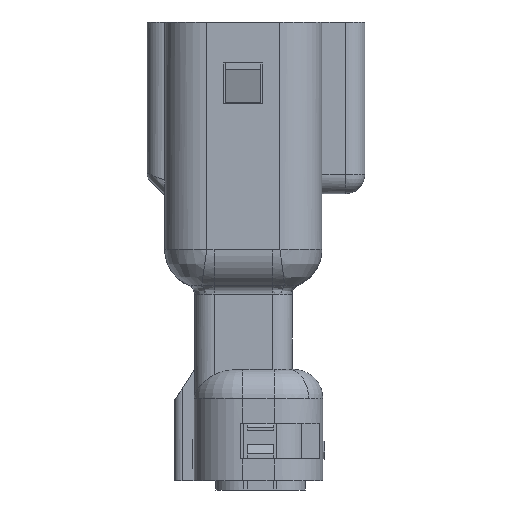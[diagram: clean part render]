
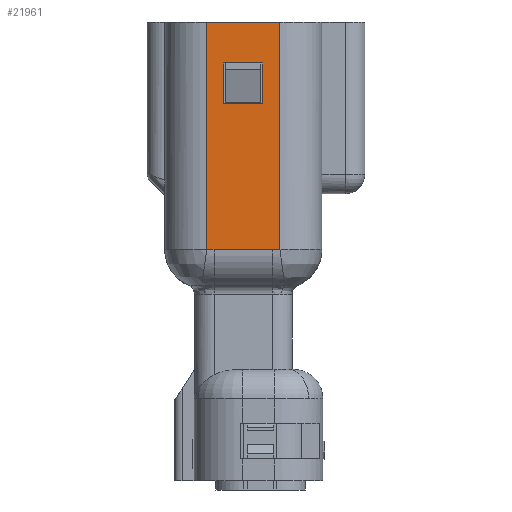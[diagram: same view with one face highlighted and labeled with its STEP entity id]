
A CAD part, left-side view. The second image highlights one B-rep face of the part: STEP entity #21961.
In plain terms, the highlighted face is planar.
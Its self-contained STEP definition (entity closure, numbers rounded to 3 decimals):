
#59 = ORIENTED_EDGE ( 'NONE', *, *, #6999, .T. ) ;
#317 = LINE ( 'NONE', #10425, #26450 ) ;
#621 = VERTEX_POINT ( 'NONE', #7025 ) ;
#1056 = VECTOR ( 'NONE', #11539, 1000. ) ;
#1412 = EDGE_LOOP ( 'NONE', ( #29236, #28956, #4966, #5369 ) ) ;
#2068 = VERTEX_POINT ( 'NONE', #4120 ) ;
#3078 = FACE_OUTER_BOUND ( 'NONE', #14098, .T. ) ;
#3159 = ORIENTED_EDGE ( 'NONE', *, *, #3794, .F. ) ;
#3794 = EDGE_CURVE ( 'NONE', #23125, #621, #4588, .T. ) ;
#3893 = VERTEX_POINT ( 'NONE', #14699 ) ;
#4073 = LINE ( 'NONE', #14192, #1056 ) ;
#4120 = CARTESIAN_POINT ( 'NONE',  ( 11.7, 5.575, -13.653 ) ) ;
#4588 = LINE ( 'NONE', #27129, #21564 ) ;
#4768 = VERTEX_POINT ( 'NONE', #28366 ) ;
#4966 = ORIENTED_EDGE ( 'NONE', *, *, #25792, .F. ) ;
#5168 = EDGE_CURVE ( 'NONE', #2068, #23141, #15946, .T. ) ;
#5282 = VERTEX_POINT ( 'NONE', #15804 ) ;
#5369 = ORIENTED_EDGE ( 'NONE', *, *, #13038, .T. ) ;
#5589 = DIRECTION ( 'NONE',  ( 1., 0., 0. ) ) ;
#6104 = VECTOR ( 'NONE', #14281, 1000. ) ;
#6810 = CARTESIAN_POINT ( 'NONE',  ( 11.7, 3.075, -21.13 ) ) ;
#6999 = EDGE_CURVE ( 'NONE', #4768, #23141, #317, .T. ) ;
#7025 = CARTESIAN_POINT ( 'NONE',  ( 11.7, 2.2, -13.687 ) ) ;
#7303 = CARTESIAN_POINT ( 'NONE',  ( 11.7, 2.266, -13.678 ) ) ;
#7456 = ORIENTED_EDGE ( 'NONE', *, *, #13187, .F. ) ;
#7510 = DIRECTION ( 'NONE',  ( 0., 0., -1. ) ) ;
#7572 = CARTESIAN_POINT ( 'NONE',  ( 11.7, 2.2, -25.33 ) ) ;
#7638 = EDGE_CURVE ( 'NONE', #3893, #2068, #4073, .T. ) ;
#8095 =( BOUNDED_CURVE ( )  B_SPLINE_CURVE ( 3, ( #19921, #22729, #7303, #32680, #15065, #10112, #20241, #17766 ),
 .UNSPECIFIED., .F., .F. ) 
 B_SPLINE_CURVE_WITH_KNOTS ( ( 4, 1, 1, 1, 1, 4 ),
 ( 0., 0.119, 0.327, 0.543, 0.768, 1. ),
 .UNSPECIFIED. ) 
 CURVE ( )  GEOMETRIC_REPRESENTATION_ITEM ( )  RATIONAL_B_SPLINE_CURVE ( ( 1.097, 1.097, 1.097, 1.097, 1.097, 1.097, 1.097, 1.097 ) ) 
 REPRESENTATION_ITEM ( '' )  );
#8181 = CARTESIAN_POINT ( 'NONE',  ( 11.7, 5.575, -13.653 ) ) ;
#9301 = CARTESIAN_POINT ( 'NONE',  ( 11.7, 3.075, -23.23 ) ) ;
#9323 = CARTESIAN_POINT ( 'NONE',  ( 11.7, 3.075, -21.13 ) ) ;
#9758 = ORIENTED_EDGE ( 'NONE', *, *, #19456, .T. ) ;
#10112 = CARTESIAN_POINT ( 'NONE',  ( 11.7, 2.498, -13.654 ) ) ;
#10377 = ORIENTED_EDGE ( 'NONE', *, *, #5168, .F. ) ;
#10425 = CARTESIAN_POINT ( 'NONE',  ( 11.7, 5.95, -25.33 ) ) ;
#10488 = CARTESIAN_POINT ( 'NONE',  ( 11.7, 5.602, -13.653 ) ) ;
#10538 = PLANE ( 'NONE',  #27228 ) ;
#10709 = DIRECTION ( 'NONE',  ( 0., 1., 0. ) ) ;
#11539 = DIRECTION ( 'NONE',  ( 0., 1., 0. ) ) ;
#11611 = LINE ( 'NONE', #11775, #12322 ) ;
#11775 = CARTESIAN_POINT ( 'NONE',  ( 11.7, 3.075, -23.23 ) ) ;
#12322 = VECTOR ( 'NONE', #31683, 1000. ) ;
#12661 = LINE ( 'NONE', #20119, #15115 ) ;
#13038 = EDGE_CURVE ( 'NONE', #25999, #27184, #14772, .T. ) ;
#13155 = CARTESIAN_POINT ( 'NONE',  ( 11.7, 5.891, -13.679 ) ) ;
#13187 = EDGE_CURVE ( 'NONE', #621, #3893, #8095, .T. ) ;
#14098 = EDGE_LOOP ( 'NONE', ( #7456, #3159, #9758, #59, #10377, #26615 ) ) ;
#14192 = CARTESIAN_POINT ( 'NONE',  ( 11.7, 2.575, -13.653 ) ) ;
#14281 = DIRECTION ( 'NONE',  ( 0., 1., 0. ) ) ;
#14669 = LINE ( 'NONE', #20450, #30687 ) ;
#14699 = CARTESIAN_POINT ( 'NONE',  ( 11.7, 2.575, -13.653 ) ) ;
#14772 = LINE ( 'NONE', #6810, #6104 ) ;
#15065 = CARTESIAN_POINT ( 'NONE',  ( 11.7, 2.421, -13.66 ) ) ;
#15115 = VECTOR ( 'NONE', #22284, 1000. ) ;
#15393 = EDGE_CURVE ( 'NONE', #5282, #27184, #12661, .T. ) ;
#15804 = CARTESIAN_POINT ( 'NONE',  ( 11.7, 5.075, -23.23 ) ) ;
#15946 =( BOUNDED_CURVE ( )  B_SPLINE_CURVE ( 3, ( #8181, #10488, #28073, #27913, #18301, #13155, #25758, #23440 ),
 .UNSPECIFIED., .F., .F. ) 
 B_SPLINE_CURVE_WITH_KNOTS ( ( 4, 1, 1, 1, 1, 4 ),
 ( 0., 0.24, 0.472, 0.694, 0.908, 1. ),
 .UNSPECIFIED. ) 
 CURVE ( )  GEOMETRIC_REPRESENTATION_ITEM ( )  RATIONAL_B_SPLINE_CURVE ( ( 1.097, 1.097, 1.097, 1.097, 1.097, 1.097, 1.097, 1.097 ) ) 
 REPRESENTATION_ITEM ( '' )  );
#17067 = VECTOR ( 'NONE', #20293, 1000. ) ;
#17192 = DIRECTION ( 'NONE',  ( 0., 0., 1. ) ) ;
#17766 = CARTESIAN_POINT ( 'NONE',  ( 11.7, 2.575, -13.653 ) ) ;
#18301 = CARTESIAN_POINT ( 'NONE',  ( 11.7, 5.818, -13.669 ) ) ;
#18587 = VERTEX_POINT ( 'NONE', #9301 ) ;
#19456 = EDGE_CURVE ( 'NONE', #23125, #4768, #19646, .T. ) ;
#19646 = LINE ( 'NONE', #30236, #17067 ) ;
#19921 = CARTESIAN_POINT ( 'NONE',  ( 11.7, 2.2, -13.687 ) ) ;
#20119 = CARTESIAN_POINT ( 'NONE',  ( 11.7, 5.075, -23.23 ) ) ;
#20176 = EDGE_CURVE ( 'NONE', #18587, #5282, #11611, .T. ) ;
#20241 = CARTESIAN_POINT ( 'NONE',  ( 11.7, 2.549, -13.653 ) ) ;
#20293 = DIRECTION ( 'NONE',  ( 0., 1., 0. ) ) ;
#20450 = CARTESIAN_POINT ( 'NONE',  ( 11.7, 3.075, -21.13 ) ) ;
#20673 = FACE_BOUND ( 'NONE', #1412, .T. ) ;
#21564 = VECTOR ( 'NONE', #17192, 1000. ) ;
#21961 = ADVANCED_FACE ( 'NONE', ( #20673, #3078 ), #10538, .T. ) ;
#22108 = CARTESIAN_POINT ( 'NONE',  ( 11.7, 5.95, -13.687 ) ) ;
#22284 = DIRECTION ( 'NONE',  ( 0., 0., 1. ) ) ;
#22729 = CARTESIAN_POINT ( 'NONE',  ( 11.7, 2.218, -13.684 ) ) ;
#23125 = VERTEX_POINT ( 'NONE', #24917 ) ;
#23141 = VERTEX_POINT ( 'NONE', #22108 ) ;
#23440 = CARTESIAN_POINT ( 'NONE',  ( 11.7, 5.95, -13.687 ) ) ;
#24917 = CARTESIAN_POINT ( 'NONE',  ( 11.7, 2.2, -25.33 ) ) ;
#25758 = CARTESIAN_POINT ( 'NONE',  ( 11.7, 5.936, -13.685 ) ) ;
#25792 = EDGE_CURVE ( 'NONE', #25999, #18587, #14669, .T. ) ;
#25999 = VERTEX_POINT ( 'NONE', #9323 ) ;
#26450 = VECTOR ( 'NONE', #28504, 1000. ) ;
#26615 = ORIENTED_EDGE ( 'NONE', *, *, #7638, .F. ) ;
#27129 = CARTESIAN_POINT ( 'NONE',  ( 11.7, 2.2, -25.33 ) ) ;
#27184 = VERTEX_POINT ( 'NONE', #27817 ) ;
#27228 = AXIS2_PLACEMENT_3D ( 'NONE', #7572, #5589, #10709 ) ;
#27817 = CARTESIAN_POINT ( 'NONE',  ( 11.7, 5.075, -21.13 ) ) ;
#27913 = CARTESIAN_POINT ( 'NONE',  ( 11.7, 5.735, -13.66 ) ) ;
#28073 = CARTESIAN_POINT ( 'NONE',  ( 11.7, 5.654, -13.654 ) ) ;
#28366 = CARTESIAN_POINT ( 'NONE',  ( 11.7, 5.95, -25.33 ) ) ;
#28504 = DIRECTION ( 'NONE',  ( 0., 0., 1. ) ) ;
#28956 = ORIENTED_EDGE ( 'NONE', *, *, #20176, .F. ) ;
#29236 = ORIENTED_EDGE ( 'NONE', *, *, #15393, .F. ) ;
#30236 = CARTESIAN_POINT ( 'NONE',  ( 11.7, 2.2, -25.33 ) ) ;
#30687 = VECTOR ( 'NONE', #7510, 1000. ) ;
#31683 = DIRECTION ( 'NONE',  ( 0., 1., 0. ) ) ;
#32680 = CARTESIAN_POINT ( 'NONE',  ( 11.7, 2.34, -13.668 ) ) ;
